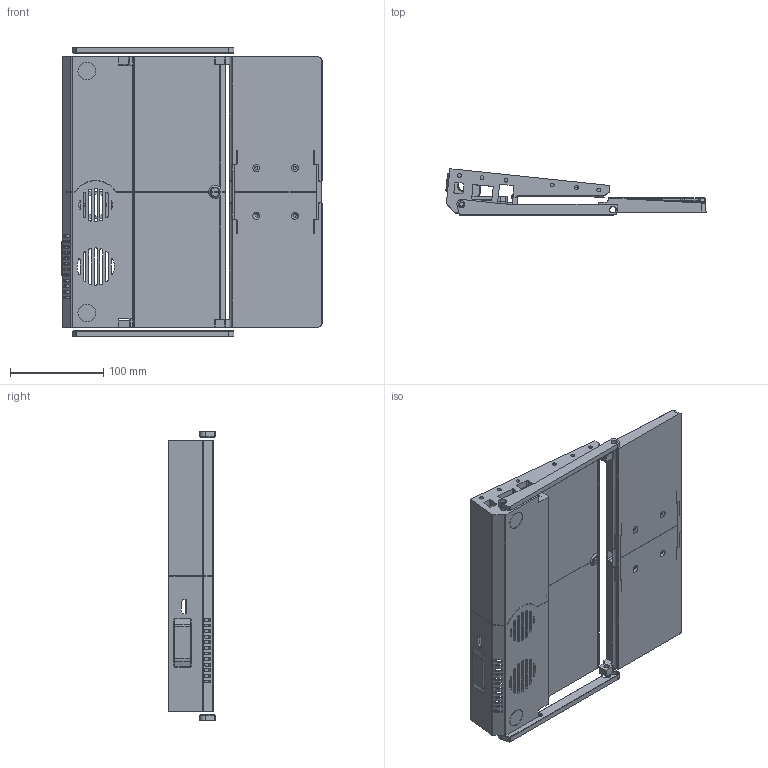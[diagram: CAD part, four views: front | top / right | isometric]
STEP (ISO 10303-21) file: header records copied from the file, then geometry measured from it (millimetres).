
FILE_DESCRIPTION(/* description */ (''),/* implementation_level */ '2;1');
FILE_NAME(/* name */ 'Mu_Cyberdeck_printed_parts.step',/* time_stamp */ '2025-04-22T15:04:17-04:00',/* author */ (''),/* organization */ (''),/* preprocessor_version */ 'ST-DEVELOPER v20.1',/* originating_system */ 'Autodesk Translation Framework v14.4.0.0',/* authorisation */ '');
FILE_SCHEMA (('AUTOMOTIVE_DESIGN { 1 0 10303 214 3 1 1 }'));
Length unit declared in the file: millimetre
Products named in the file (9): Mu_Cyberdeck_simplified; Sliding-KB; 3-Part-Frame; Main-Parts; body-section; speaker-cap; Folding-Stand; stand(Mirror) (2); stand
Assembly tree (8 placements, depth 4):
  Mu_Cyberdeck_simplified
    Sliding-KB
      3-Part-Frame
    Main-Parts
      body-section
      speaker-cap
      Folding-Stand
        stand(Mirror) (2)
        stand
Bounding box: 278.88 x 49.42 x 309.17 mm (x, y, z)
Volume: 435278.2 mm3; surface area: 277012.2 mm2
Topology: 8 solids, 8 shells, 1251 faces, 3452 edges, 2236 vertices
Faces by surface type: plane 607, cylinder 516, cone 59, bspline 32, torus 25, sphere 12
Full cylindrical faces by diameter (mm): 3.2 x4, 3.8 x2, 4.1 x26, 4.2 x6, 5.6 x7, 6 x4, 6.6 x1, 7.1 x2, 7.2 x2, 7.4 x2, 8 x5, 19 x2, 23.2 x1, 36 x1, 40.1 x1
Entity records: 41551 total; most frequent: CARTESIAN_POINT 8385, DIRECTION 7040, ORIENTED_EDGE 6896, EDGE_CURVE 3448, AXIS2_PLACEMENT_3D 2443, VERTEX_POINT 2236, LINE 2154, VECTOR 2154
